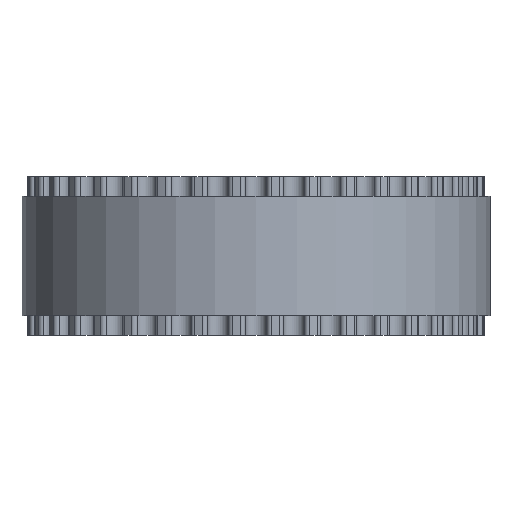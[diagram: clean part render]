
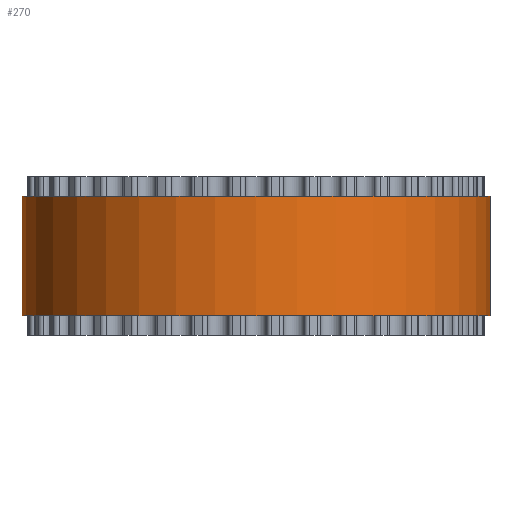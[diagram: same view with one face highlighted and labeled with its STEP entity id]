
A CAD part, front view. The second image highlights one B-rep face of the part: STEP entity #270.
In plain terms, the highlighted cylindrical face has radius 11.777 mm (diameter 23.555 mm), a full revolution.
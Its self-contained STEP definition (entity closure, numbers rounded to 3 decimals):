
#97=FACE_BOUND('',#720,.T.);
#98=FACE_BOUND('',#721,.T.);
#270=ADVANCED_FACE('',(#97,#98),#419,.T.);
#419=CYLINDRICAL_SURFACE('',#3399,11.777);
#720=EDGE_LOOP('',(#1906));
#721=EDGE_LOOP('',(#1907));
#1906=ORIENTED_EDGE('',*,*,#2650,.T.);
#1907=ORIENTED_EDGE('',*,*,#2651,.T.);
#2204=VERTEX_POINT('',#5340);
#2205=VERTEX_POINT('',#5342);
#2650=EDGE_CURVE('',#2204,#2204,#2948,.T.);
#2651=EDGE_CURVE('',#2205,#2205,#2949,.T.);
#2948=CIRCLE('',#3397,11.777);
#2949=CIRCLE('',#3398,11.777);
#3397=AXIS2_PLACEMENT_3D('',#5339,#4442,#4443);
#3398=AXIS2_PLACEMENT_3D('',#5341,#4444,#4445);
#3399=AXIS2_PLACEMENT_3D('',#5343,#4446,#4447);
#4442=DIRECTION('',(0.,0.,1.));
#4443=DIRECTION('',(1.,0.,0.));
#4444=DIRECTION('',(0.,0.,-1.));
#4445=DIRECTION('',(1.,0.,0.));
#4446=DIRECTION('',(0.,0.,1.));
#4447=DIRECTION('',(1.,0.,0.));
#5339=CARTESIAN_POINT('',(0.,0.,1.));
#5340=CARTESIAN_POINT('',(11.777,0.,1.));
#5341=CARTESIAN_POINT('',(0.,0.,7.));
#5342=CARTESIAN_POINT('',(11.777,0.,7.));
#5343=CARTESIAN_POINT('',(0.,0.,1.));
